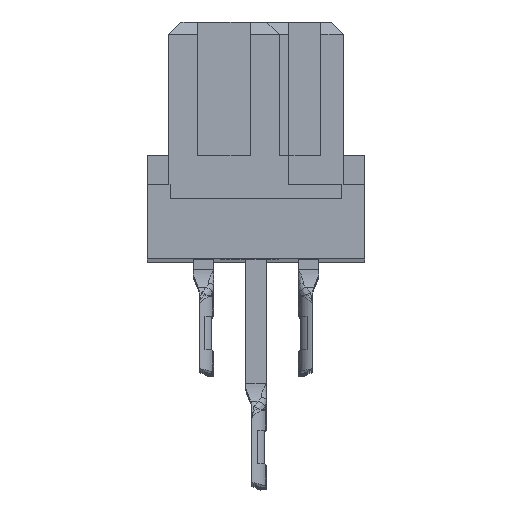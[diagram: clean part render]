
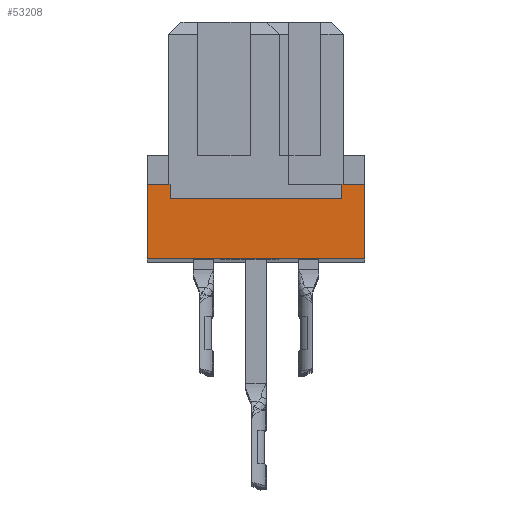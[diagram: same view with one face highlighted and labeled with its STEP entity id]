
A CAD part, top view. The second image highlights one B-rep face of the part: STEP entity #53208.
In plain terms, the highlighted planar face has unit normal (0, 0, 1).
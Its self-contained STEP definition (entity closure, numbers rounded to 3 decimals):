
#53208=ADVANCED_FACE('',(#60706),#54942,.F.);
#54942=PLANE('',#142352);
#60706=FACE_OUTER_BOUND('',#66668,.T.);
#66668=EDGE_LOOP('',(#93643,#93644,#93645,#93646,#93647,#93648,#93649,#93650));
#93643=ORIENTED_EDGE('',*,*,#120035,.T.);
#93644=ORIENTED_EDGE('',*,*,#119606,.T.);
#93645=ORIENTED_EDGE('',*,*,#107119,.T.);
#93646=ORIENTED_EDGE('',*,*,#119605,.F.);
#93647=ORIENTED_EDGE('',*,*,#120036,.T.);
#93648=ORIENTED_EDGE('',*,*,#120037,.F.);
#93649=ORIENTED_EDGE('',*,*,#120038,.T.);
#93650=ORIENTED_EDGE('',*,*,#120039,.T.);
#97854=VERTEX_POINT('',#160485);
#97855=VERTEX_POINT('',#160487);
#105494=VERTEX_POINT('',#321500);
#105495=VERTEX_POINT('',#321504);
#105919=VERTEX_POINT('',#322365);
#105920=VERTEX_POINT('',#322367);
#105921=VERTEX_POINT('',#322369);
#105922=VERTEX_POINT('',#322371);
#107119=EDGE_CURVE('',#97855,#97854,#121997,.T.);
#119605=EDGE_CURVE('',#105494,#97854,#125075,.T.);
#119606=EDGE_CURVE('',#105495,#97855,#125076,.T.);
#120035=EDGE_CURVE('',#105919,#105495,#125505,.T.);
#120036=EDGE_CURVE('',#105494,#105920,#125506,.T.);
#120037=EDGE_CURVE('',#105921,#105920,#125507,.T.);
#120038=EDGE_CURVE('',#105921,#105922,#125508,.T.);
#120039=EDGE_CURVE('',#105922,#105919,#125509,.T.);
#121997=LINE('',#160486,#127467);
#125075=LINE('',#321501,#130545);
#125076=LINE('',#321503,#130546);
#125505=LINE('',#322364,#130975);
#125506=LINE('',#322366,#130976);
#125507=LINE('',#322368,#130977);
#125508=LINE('',#322370,#130978);
#125509=LINE('',#322372,#130979);
#127467=VECTOR('',#143615,1.);
#130545=VECTOR('',#154307,1.);
#130546=VECTOR('',#154310,1.);
#130975=VECTOR('',#154755,1.);
#130976=VECTOR('',#154756,1.);
#130977=VECTOR('',#154757,1.);
#130978=VECTOR('',#154758,1.);
#130979=VECTOR('',#154759,1.);
#142352=AXIS2_PLACEMENT_3D('',#322373,#154760,#154761);
#143615=DIRECTION('',(1.,0.,0.));
#154307=DIRECTION('',(0.,-1.,0.));
#154310=DIRECTION('',(0.,-1.,0.));
#154755=DIRECTION('',(-1.,0.,0.));
#154756=DIRECTION('',(-1.,0.,0.));
#154757=DIRECTION('',(0.,1.,0.));
#154758=DIRECTION('',(-1.,0.,0.));
#154759=DIRECTION('',(0.,1.,0.));
#154760=DIRECTION('',(0.,0.,-1.));
#154761=DIRECTION('',(1.,0.,0.));
#160485=CARTESIAN_POINT('',(16.413,-26.492,94.95));
#160486=CARTESIAN_POINT('',(5.913,-26.492,94.95));
#160487=CARTESIAN_POINT('',(5.913,-26.492,94.95));
#321500=CARTESIAN_POINT('',(16.413,-22.892,94.95));
#321501=CARTESIAN_POINT('',(16.413,-21.492,94.95));
#321503=CARTESIAN_POINT('',(5.913,-21.492,94.95));
#321504=CARTESIAN_POINT('',(5.913,-22.892,94.95));
#322364=CARTESIAN_POINT('',(5.913,-22.892,94.95));
#322365=CARTESIAN_POINT('',(7.013,-22.892,94.95));
#322366=CARTESIAN_POINT('',(15.313,-22.892,94.95));
#322367=CARTESIAN_POINT('',(15.313,-22.892,94.95));
#322368=CARTESIAN_POINT('',(15.313,-36.207,94.95));
#322369=CARTESIAN_POINT('',(15.313,-23.592,94.95));
#322370=CARTESIAN_POINT('',(7.013,-23.592,94.95));
#322371=CARTESIAN_POINT('',(7.013,-23.592,94.95));
#322372=CARTESIAN_POINT('',(7.013,-36.207,94.95));
#322373=CARTESIAN_POINT('',(5.913,-21.492,94.95));
